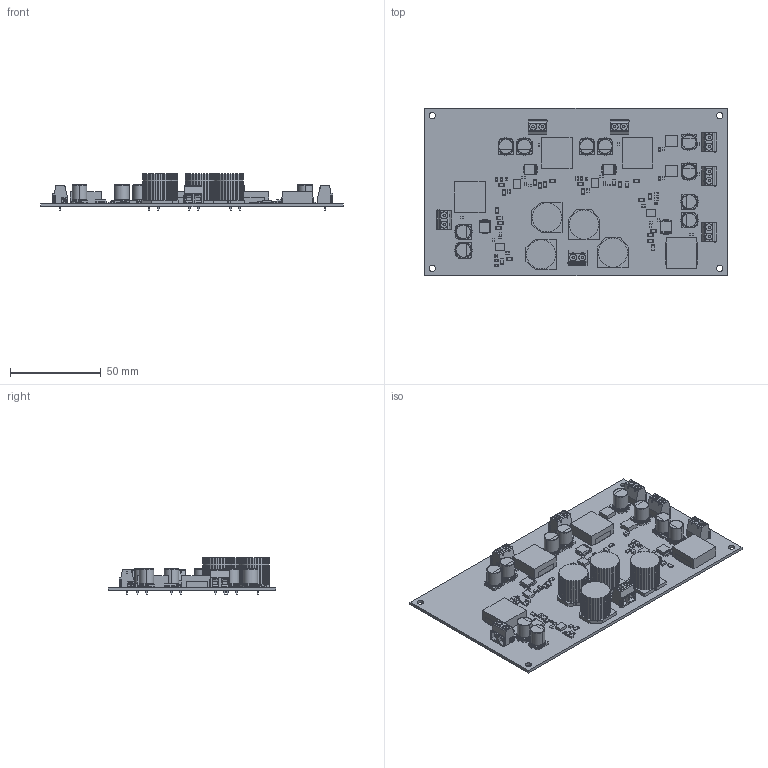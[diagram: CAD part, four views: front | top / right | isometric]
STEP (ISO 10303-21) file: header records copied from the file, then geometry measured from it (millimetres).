
FILE_DESCRIPTION(('Open CASCADE Model'),'2;1');
FILE_NAME('Open CASCADE Shape Model','2018-07-27T22:10:53',('Author'),( 'Open CASCADE'),'Open CASCADE STEP processor 6.5','Open CASCADE 6.5' ,'Unknown');
FILE_SCHEMA(('AUTOMOTIVE_DESIGN { 1 0 10303 214 1 1 1 1 }'));
Length unit declared in the file: millimetre
Products named in the file (183): PCB; Board; C1; 1207028368; Extruded; 1207028240; C2; C3; 1207027984; C4; C6; 1207028880; 1207029008; C7; 1207028496; 1207028752; C8; User_Library-AL_EL_cap_8mmx10mm; User_Library-AL_EL_cap_8mmx10mm_foot_cap_8x8_1; User_Library-AL_EL_cap_8mmx10mm_can_8x8_1; User_Library-AL_EL_cap_8mmx10mm_alelcap_sm8x8_1; C9; C10; C11; C12; C13; C14; 1207029264; C15; 1207029392; 1207029520; C16; C17; C18; C19; C20; C21; C22; C23; C24 ...
Assembly tree (366 placements, depth 4):
  PCB
    Board
    C1
      1207028368
        Extruded
      1207028240
        Extruded
    C2
      1207028368
        Extruded
      1207028240
        Extruded
    C3
      1207028368
        Extruded
      1207027984
        Extruded
    C4
      1207028368
        Extruded
      1207027984
        Extruded
    C6
      1207028880
        Extruded
      1207029008  x2
        Extruded
    C7
      1207028496  x2
        Extruded
      1207028752
        Extruded
    C8
      User_Library-AL_EL_cap_8mmx10mm
        User_Library-AL_EL_cap_8mmx10mm_foot_cap_8x8_1  x2
        User_Library-AL_EL_cap_8mmx10mm_can_8x8_1
        User_Library-AL_EL_cap_8mmx10mm_alelcap_sm8x8_1
    C9
      1207028496  x2
        Extruded
      1207028752
        Extruded
    C10
      1207028880
        Extruded
      1207029008  x2
        Extruded
    C11
      1207028496  x2
        Extruded
      1207028752
        Extruded
    C12
      User_Library-AL_EL_cap_8mmx10mm
        User_Library-AL_EL_cap_8mmx10mm_foot_cap_8x8_1  x2
        User_Library-AL_EL_cap_8mmx10mm_can_8x8_1
        User_Library-AL_EL_cap_8mmx10mm_alelcap_sm8x8_1
    C13
      1207028496  x2
        Extruded
Bounding box: 166 x 92 x 19.99 mm (x, y, z)
Volume: 59213.3 mm3; surface area: 56493.1 mm2
Topology: 256 solids, 256 shells, 4365 faces, 10445 edges, 6658 vertices
Faces by surface type: plane 3136, cylinder 617, bspline 528, sphere 56, cone 28
Full cylindrical faces by diameter (mm): 0.381 x4, 1.27 x14, 3.5 x4
Entity records: 60793 total; most frequent: CARTESIAN_POINT 17160, DIRECTION 6599, LINE 3845, VECTOR 3845, ORIENTED_EDGE 3724, PCURVE 3724, DEFINITIONAL_REPRESENTATION 3724, EDGE_CURVE 1862
